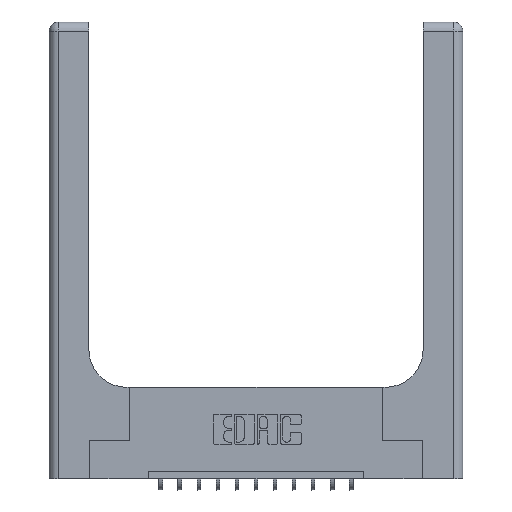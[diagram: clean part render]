
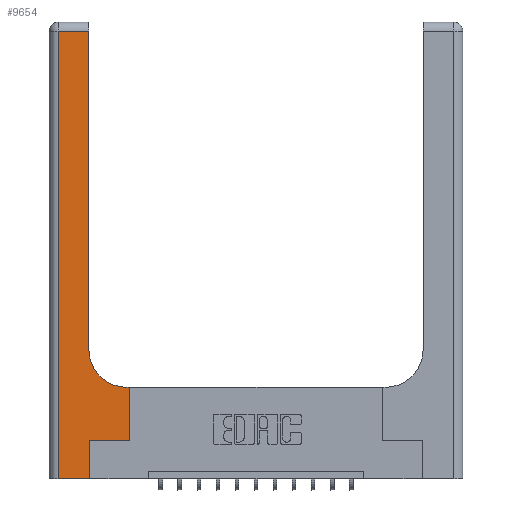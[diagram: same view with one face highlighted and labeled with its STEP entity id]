
A CAD part, top view. The second image highlights one B-rep face of the part: STEP entity #9654.
In plain terms, the highlighted planar face has unit normal (0, 0, 1).
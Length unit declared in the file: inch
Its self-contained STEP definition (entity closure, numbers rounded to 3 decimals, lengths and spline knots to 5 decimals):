
#274 = CARTESIAN_POINT ( 'NONE',  ( 0.265, 0., 0.37 ) ) ;
#550 = VERTEX_POINT ( 'NONE', #2764 ) ;
#1480 = EDGE_LOOP ( 'NONE', ( #11926, #15284, #12318, #15669, #2726, #12731, #3115, #13124, #3511 ) ) ;
#1914 = VECTOR ( 'NONE', #4855, 39.37008 ) ;
#2108 = VECTOR ( 'NONE', #12603, 39.37008 ) ;
#2263 = DIRECTION ( 'NONE',  ( 0., 0., -1. ) ) ;
#2401 = EDGE_CURVE ( 'NONE', #2607, #550, #14569, .T. ) ;
#2607 = VERTEX_POINT ( 'NONE', #15225 ) ;
#2651 = LINE ( 'NONE', #3205, #12236 ) ;
#2726 = ORIENTED_EDGE ( 'NONE', *, *, #9471, .T. ) ;
#2761 = DIRECTION ( 'NONE',  ( -1., 0., 0. ) ) ;
#2764 = CARTESIAN_POINT ( 'NONE',  ( 0.528, 0.6, 0.37 ) ) ;
#3115 = ORIENTED_EDGE ( 'NONE', *, *, #2401, .T. ) ;
#3205 = CARTESIAN_POINT ( 'NONE',  ( 0.26, 3., 0.37 ) ) ;
#3485 = DIRECTION ( 'NONE',  ( 0., 1., 0. ) ) ;
#3511 = ORIENTED_EDGE ( 'NONE', *, *, #7261, .T. ) ;
#3891 = VERTEX_POINT ( 'NONE', #8115 ) ;
#4209 = CARTESIAN_POINT ( 'NONE',  ( 0.26, 2.94, 0.37 ) ) ;
#4475 = DIRECTION ( 'NONE',  ( 0., 1., 0. ) ) ;
#4484 = LINE ( 'NONE', #6166, #7825 ) ;
#4855 = DIRECTION ( 'NONE',  ( 1., 0., 0. ) ) ;
#4950 = VERTEX_POINT ( 'NONE', #9462 ) ;
#5063 = VECTOR ( 'NONE', #6466, 39.37008 ) ;
#5206 = CARTESIAN_POINT ( 'NONE',  ( 0.26, 0.6, 0.37 ) ) ;
#5271 = AXIS2_PLACEMENT_3D ( 'NONE', #6495, #10247, #2761 ) ;
#5537 = FACE_OUTER_BOUND ( 'NONE', #1480, .T. ) ;
#5553 = EDGE_CURVE ( 'NONE', #9140, #4950, #4484, .T. ) ;
#5640 = LINE ( 'NONE', #11074, #1914 ) ;
#6166 = CARTESIAN_POINT ( 'NONE',  ( 0., 2.94, 0.37 ) ) ;
#6466 = DIRECTION ( 'NONE',  ( -1., 0., 0. ) ) ;
#6495 = CARTESIAN_POINT ( 'NONE',  ( 0., 3., 0.37 ) ) ;
#7122 = EDGE_CURVE ( 'NONE', #11669, #9140, #2651, .T. ) ;
#7261 = EDGE_CURVE ( 'NONE', #10225, #11669, #10274, .T. ) ;
#7825 = VECTOR ( 'NONE', #16187, 39.37008 ) ;
#7836 = VERTEX_POINT ( 'NONE', #274 ) ;
#7909 = LINE ( 'NONE', #16130, #10820 ) ;
#8115 = CARTESIAN_POINT ( 'NONE',  ( 0.06, 0., 0.37 ) ) ;
#8179 = VERTEX_POINT ( 'NONE', #13398 ) ;
#8283 = VECTOR ( 'NONE', #3485, 39.37008 ) ;
#8336 = CARTESIAN_POINT ( 'NONE',  ( 0.26, 0.85, 0.37 ) ) ;
#8392 = LINE ( 'NONE', #5206, #5063 ) ;
#9095 = CARTESIAN_POINT ( 'NONE',  ( 0.51, 0.6, 0.37 ) ) ;
#9140 = VERTEX_POINT ( 'NONE', #4209 ) ;
#9174 = LINE ( 'NONE', #13881, #2108 ) ;
#9211 = VECTOR ( 'NONE', #13303, 39.37008 ) ;
#9462 = CARTESIAN_POINT ( 'NONE',  ( 0.06, 2.94, 0.37 ) ) ;
#9471 = EDGE_CURVE ( 'NONE', #7836, #8179, #7909, .T. ) ;
#9654 = ADVANCED_FACE ( 'NONE', ( #5537 ), #15271, .F. ) ;
#9717 = CARTESIAN_POINT ( 'NONE',  ( 0.528, 0.25, 0.37 ) ) ;
#9766 = CARTESIAN_POINT ( 'NONE',  ( 0.51, 0.85, 0.37 ) ) ;
#10054 = AXIS2_PLACEMENT_3D ( 'NONE', #9766, #2263, #11030 ) ;
#10225 = VERTEX_POINT ( 'NONE', #9095 ) ;
#10247 = DIRECTION ( 'NONE',  ( 0., 0., -1. ) ) ;
#10274 = CIRCLE ( 'NONE', #10054, 0.25 ) ;
#10703 = CARTESIAN_POINT ( 'NONE',  ( 0.265, 0.25, 0.37 ) ) ;
#10820 = VECTOR ( 'NONE', #14893, 39.37008 ) ;
#11030 = DIRECTION ( 'NONE',  ( 1., 0., 0. ) ) ;
#11074 = CARTESIAN_POINT ( 'NONE',  ( 0., 0., 0.37 ) ) ;
#11085 = EDGE_CURVE ( 'NONE', #8179, #2607, #15873, .T. ) ;
#11669 = VERTEX_POINT ( 'NONE', #8336 ) ;
#11926 = ORIENTED_EDGE ( 'NONE', *, *, #7122, .T. ) ;
#12236 = VECTOR ( 'NONE', #4475, 39.37008 ) ;
#12318 = ORIENTED_EDGE ( 'NONE', *, *, #13783, .T. ) ;
#12603 = DIRECTION ( 'NONE',  ( 0., -1., 0. ) ) ;
#12731 = ORIENTED_EDGE ( 'NONE', *, *, #11085, .T. ) ;
#13124 = ORIENTED_EDGE ( 'NONE', *, *, #13816, .T. ) ;
#13303 = DIRECTION ( 'NONE',  ( 1., 0., 0. ) ) ;
#13398 = CARTESIAN_POINT ( 'NONE',  ( 0.265, 0.25, 0.37 ) ) ;
#13783 = EDGE_CURVE ( 'NONE', #4950, #3891, #9174, .T. ) ;
#13816 = EDGE_CURVE ( 'NONE', #550, #10225, #8392, .T. ) ;
#13881 = CARTESIAN_POINT ( 'NONE',  ( 0.06, 3., 0.37 ) ) ;
#14569 = LINE ( 'NONE', #9717, #8283 ) ;
#14739 = EDGE_CURVE ( 'NONE', #3891, #7836, #5640, .T. ) ;
#14893 = DIRECTION ( 'NONE',  ( 0., 1., 0. ) ) ;
#15225 = CARTESIAN_POINT ( 'NONE',  ( 0.528, 0.25, 0.37 ) ) ;
#15271 = PLANE ( 'NONE',  #5271 ) ;
#15284 = ORIENTED_EDGE ( 'NONE', *, *, #5553, .T. ) ;
#15669 = ORIENTED_EDGE ( 'NONE', *, *, #14739, .T. ) ;
#15873 = LINE ( 'NONE', #10703, #9211 ) ;
#16130 = CARTESIAN_POINT ( 'NONE',  ( 0.265, 0., 0.37 ) ) ;
#16187 = DIRECTION ( 'NONE',  ( -1., 0., 0. ) ) ;
